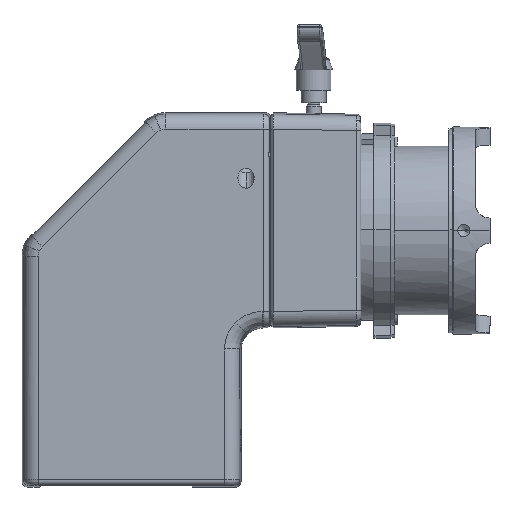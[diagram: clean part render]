
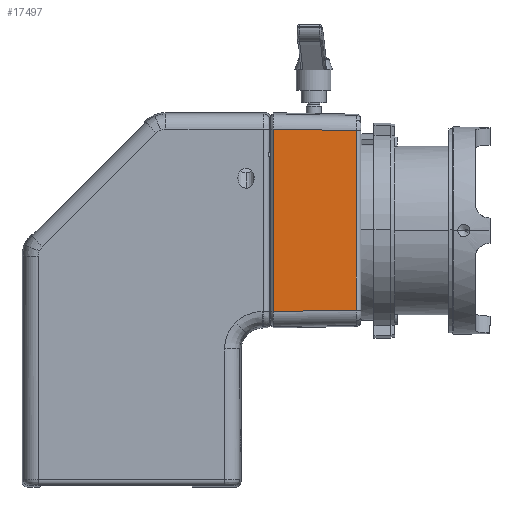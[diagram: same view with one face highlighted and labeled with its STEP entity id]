
A CAD part, left-side view. The second image highlights one B-rep face of the part: STEP entity #17497.
In plain terms, the highlighted face is planar.
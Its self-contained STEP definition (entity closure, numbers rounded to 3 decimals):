
#583 = EDGE_CURVE ( 'NONE', #2674, #11229, #21432, .T. ) ;
#1224 = ORIENTED_EDGE ( 'NONE', *, *, #583, .T. ) ;
#1276 = VERTEX_POINT ( 'NONE', #21905 ) ;
#2601 = VECTOR ( 'NONE', #21028, 1000. ) ;
#2674 = VERTEX_POINT ( 'NONE', #18344 ) ;
#2961 = LINE ( 'NONE', #7263, #8474 ) ;
#5639 = CARTESIAN_POINT ( 'NONE',  ( 51.2, 45.844, -47.946 ) ) ;
#5935 = ORIENTED_EDGE ( 'NONE', *, *, #29846, .T. ) ;
#7263 = CARTESIAN_POINT ( 'NONE',  ( 51.968, 1.806, 48.701 ) ) ;
#7407 = CARTESIAN_POINT ( 'NONE',  ( 52., 0., -56.592 ) ) ;
#8360 = EDGE_LOOP ( 'NONE', ( #1224, #19683, #18688, #5935 ) ) ;
#8474 = VECTOR ( 'NONE', #28542, 1000. ) ;
#9062 = DIRECTION ( 'NONE',  ( 0., 0., -1. ) ) ;
#9255 = DIRECTION ( 'NONE',  ( 0., 0., 1. ) ) ;
#9274 = EDGE_CURVE ( 'NONE', #1276, #9680, #2961, .T. ) ;
#9680 = VERTEX_POINT ( 'NONE', #30373 ) ;
#9754 = DIRECTION ( 'NONE',  ( -0.017, 1., 0. ) ) ;
#10946 = LINE ( 'NONE', #16120, #16534 ) ;
#11229 = VERTEX_POINT ( 'NONE', #5639 ) ;
#11735 = AXIS2_PLACEMENT_3D ( 'NONE', #7407, #23932, #9754 ) ;
#12035 = PLANE ( 'NONE',  #11735 ) ;
#14107 = CARTESIAN_POINT ( 'NONE',  ( 52.002, -0.135, -48.734 ) ) ;
#14904 = LINE ( 'NONE', #25805, #22654 ) ;
#16120 = CARTESIAN_POINT ( 'NONE',  ( 51.974, 1.474, -56.592 ) ) ;
#16534 = VECTOR ( 'NONE', #9062, 1000. ) ;
#17497 = ADVANCED_FACE ( 'NONE', ( #27111 ), #12035, .T. ) ;
#18344 = CARTESIAN_POINT ( 'NONE',  ( 51.974, 1.474, -48.707 ) ) ;
#18688 = ORIENTED_EDGE ( 'NONE', *, *, #9274, .T. ) ;
#19683 = ORIENTED_EDGE ( 'NONE', *, *, #20208, .T. ) ;
#20208 = EDGE_CURVE ( 'NONE', #11229, #1276, #14904, .T. ) ;
#21028 = DIRECTION ( 'NONE',  ( -0.017, 1., 0.017 ) ) ;
#21432 = LINE ( 'NONE', #14107, #2601 ) ;
#21905 = CARTESIAN_POINT ( 'NONE',  ( 51.2, 45.844, 47.946 ) ) ;
#22654 = VECTOR ( 'NONE', #9255, 1000. ) ;
#23932 = DIRECTION ( 'NONE',  ( 1., 0.017, 0. ) ) ;
#25805 = CARTESIAN_POINT ( 'NONE',  ( 51.2, 45.844, 47.903 ) ) ;
#27111 = FACE_OUTER_BOUND ( 'NONE', #8360, .T. ) ;
#28542 = DIRECTION ( 'NONE',  ( 0.017, -1., 0.017 ) ) ;
#29846 = EDGE_CURVE ( 'NONE', #9680, #2674, #10946, .T. ) ;
#30373 = CARTESIAN_POINT ( 'NONE',  ( 51.974, 1.474, 48.707 ) ) ;
